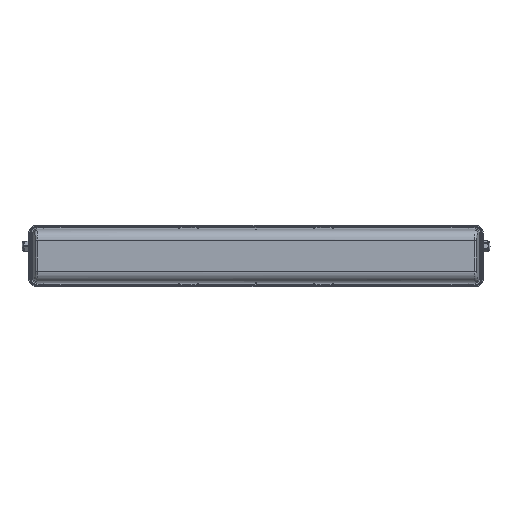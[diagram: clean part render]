
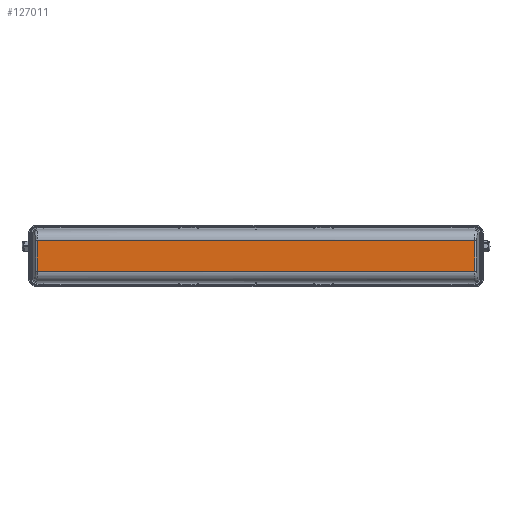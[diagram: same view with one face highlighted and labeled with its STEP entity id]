
A CAD part, top view. The second image highlights one B-rep face of the part: STEP entity #127011.
In plain terms, the highlighted face is planar.
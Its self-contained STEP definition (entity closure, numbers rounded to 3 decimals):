
#1443 = DIRECTION ( 'NONE',  ( 0., 1., 0. ) ) ;
#3035 = LINE ( 'NONE', #25534, #18918 ) ;
#11963 = PLANE ( 'NONE',  #112600 ) ;
#18918 = VECTOR ( 'NONE', #105619, 1000. ) ;
#21260 = EDGE_CURVE ( 'NONE', #115717, #53883, #144575, .T. ) ;
#23130 = VERTEX_POINT ( 'NONE', #80865 ) ;
#25534 = CARTESIAN_POINT ( 'NONE',  ( -42.847, 45., -614.67 ) ) ;
#28204 = VECTOR ( 'NONE', #139147, 1000. ) ;
#29720 = EDGE_CURVE ( 'NONE', #23130, #53883, #3035, .T. ) ;
#34717 = EDGE_CURVE ( 'NONE', #145591, #23130, #102324, .T. ) ;
#38124 = CARTESIAN_POINT ( 'NONE',  ( 42.847, 45., -614.67 ) ) ;
#40494 = VECTOR ( 'NONE', #59488, 1000. ) ;
#41282 = CARTESIAN_POINT ( 'NONE',  ( 42.847, 45., 614.67 ) ) ;
#47125 = DIRECTION ( 'NONE',  ( 1., 0., 0. ) ) ;
#51814 = ORIENTED_EDGE ( 'NONE', *, *, #108559, .F. ) ;
#53883 = VERTEX_POINT ( 'NONE', #38124 ) ;
#54940 = CARTESIAN_POINT ( 'NONE',  ( -42.847, 45., 614.67 ) ) ;
#59488 = DIRECTION ( 'NONE',  ( 0., 0., -1. ) ) ;
#60025 = VECTOR ( 'NONE', #74854, 1000. ) ;
#65999 = ORIENTED_EDGE ( 'NONE', *, *, #21260, .T. ) ;
#66389 = ORIENTED_EDGE ( 'NONE', *, *, #29720, .F. ) ;
#71069 = FACE_OUTER_BOUND ( 'NONE', #130487, .T. ) ;
#74854 = DIRECTION ( 'NONE',  ( 0., 0., -1. ) ) ;
#79848 = CARTESIAN_POINT ( 'NONE',  ( -42.847, 45., 614.67 ) ) ;
#80865 = CARTESIAN_POINT ( 'NONE',  ( -42.847, 45., -614.67 ) ) ;
#81582 = CARTESIAN_POINT ( 'NONE',  ( 68.926, 45., -626.8 ) ) ;
#102324 = LINE ( 'NONE', #79848, #60025 ) ;
#103270 = CARTESIAN_POINT ( 'NONE',  ( 42.847, 45., 614.67 ) ) ;
#104714 = LINE ( 'NONE', #103270, #28204 ) ;
#105619 = DIRECTION ( 'NONE',  ( 1., 0., 0. ) ) ;
#108559 = EDGE_CURVE ( 'NONE', #115717, #145591, #104714, .T. ) ;
#112600 = AXIS2_PLACEMENT_3D ( 'NONE', #81582, #1443, #47125 ) ;
#115717 = VERTEX_POINT ( 'NONE', #135364 ) ;
#127011 = ADVANCED_FACE ( 'NONE', ( #71069 ), #11963, .T. ) ;
#130487 = EDGE_LOOP ( 'NONE', ( #147592, #51814, #65999, #66389 ) ) ;
#135364 = CARTESIAN_POINT ( 'NONE',  ( 42.847, 45., 614.67 ) ) ;
#139147 = DIRECTION ( 'NONE',  ( -1., 0., 0. ) ) ;
#144575 = LINE ( 'NONE', #41282, #40494 ) ;
#145591 = VERTEX_POINT ( 'NONE', #54940 ) ;
#147592 = ORIENTED_EDGE ( 'NONE', *, *, #34717, .F. ) ;
